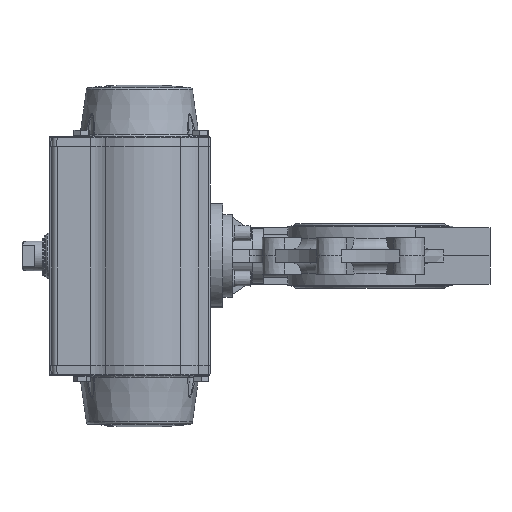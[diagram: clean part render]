
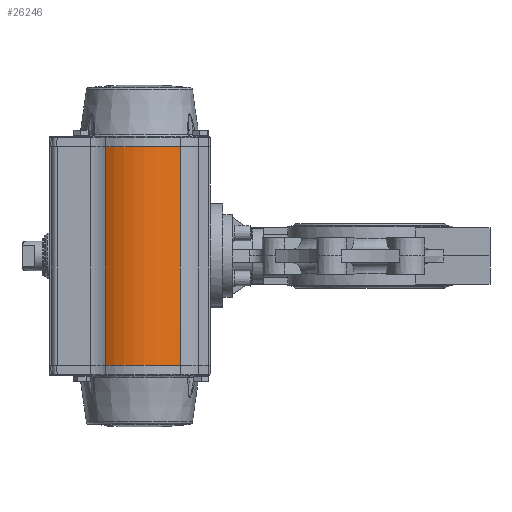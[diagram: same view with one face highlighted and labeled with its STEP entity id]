
A CAD part, left-side view. The second image highlights one B-rep face of the part: STEP entity #26246.
In plain terms, the highlighted cylindrical face has radius 68 mm (diameter 136 mm), a partial arc.
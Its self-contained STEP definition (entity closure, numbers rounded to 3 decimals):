
#21969=CARTESIAN_POINT('',(-66.556,15.219,118.75));
#21970=VERTEX_POINT('',#21969);
#21978=CARTESIAN_POINT('',(-60.658,-66.064,118.75));
#21979=VERTEX_POINT('',#21978);
#21980=CARTESIAN_POINT('',(-9.311,-21.483,118.75));
#21981=DIRECTION('',(0.0,0.0,1.0));
#21982=DIRECTION('',(0.0,-1.0,0.0));
#21983=AXIS2_PLACEMENT_3D('',#21980,#21981,#21982);
#21984=CIRCLE('',#21983,68.0);
#21985=EDGE_CURVE('',#21970,#21979,#21984,.T.);
#26215=CARTESIAN_POINT('',(-9.311,-21.483,-118.75));
#26216=DIRECTION('',(0.0,0.0,1.0));
#26217=DIRECTION('',(0.0,-1.0,0.0));
#26218=AXIS2_PLACEMENT_3D('',#26215,#26216,#26217);
#26219=CYLINDRICAL_SURFACE('',#26218,68.0);
#26220=ORIENTED_EDGE('',*,*,#21985,.F.);
#26221=CARTESIAN_POINT('',(-66.556,15.219,-118.75));
#26222=VERTEX_POINT('',#26221);
#26223=CARTESIAN_POINT('',(-66.556,15.219,-118.75));
#26224=DIRECTION('',(0.0,0.0,1.0));
#26225=VECTOR('',#26224,237.5);
#26226=LINE('',#26223,#26225);
#26227=EDGE_CURVE('',#26222,#21970,#26226,.T.);
#26228=ORIENTED_EDGE('',*,*,#26227,.F.);
#26229=CARTESIAN_POINT('',(-60.658,-66.064,-118.75));
#26230=VERTEX_POINT('',#26229);
#26231=CARTESIAN_POINT('',(-9.311,-21.483,-118.75));
#26232=DIRECTION('',(0.0,0.0,-1.0));
#26233=DIRECTION('',(0.0,-1.0,0.0));
#26234=AXIS2_PLACEMENT_3D('',#26231,#26232,#26233);
#26235=CIRCLE('',#26234,68.0);
#26236=EDGE_CURVE('',#26230,#26222,#26235,.T.);
#26237=ORIENTED_EDGE('',*,*,#26236,.F.);
#26238=CARTESIAN_POINT('',(-60.658,-66.064,118.75));
#26239=DIRECTION('',(0.0,0.0,-1.0));
#26240=VECTOR('',#26239,237.5);
#26241=LINE('',#26238,#26240);
#26242=EDGE_CURVE('',#21979,#26230,#26241,.T.);
#26243=ORIENTED_EDGE('',*,*,#26242,.F.);
#26244=EDGE_LOOP('',(#26220,#26228,#26237,#26243));
#26245=FACE_OUTER_BOUND('',#26244,.T.);
#26246=ADVANCED_FACE('',(#26245),#26219,.T.);
